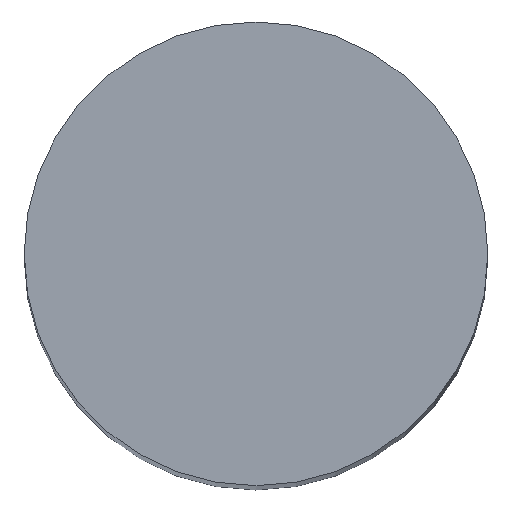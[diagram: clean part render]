
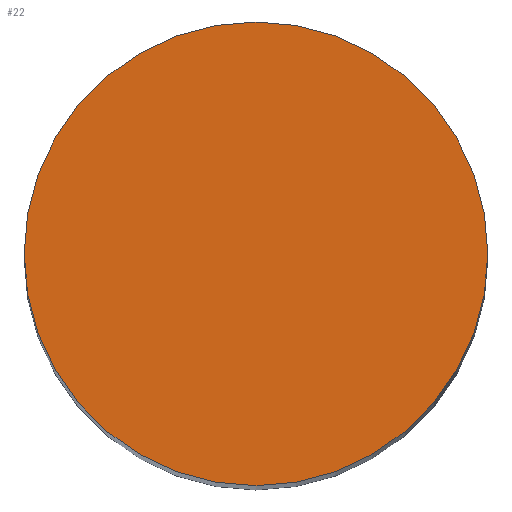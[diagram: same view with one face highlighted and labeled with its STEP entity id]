
A CAD part, top view. The second image highlights one B-rep face of the part: STEP entity #22.
In plain terms, the highlighted planar face has unit normal (0, 0, 1).
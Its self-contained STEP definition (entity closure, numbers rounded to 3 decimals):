
#3 = EDGE_LOOP ( 'NONE', ( #21, #135 ) ) ;
#4 = EDGE_CURVE ( 'NONE', #62, #148, #45, .T. ) ;
#7 = PLANE ( 'NONE',  #73 ) ;
#21 = ORIENTED_EDGE ( 'NONE', *, *, #4, .T. ) ;
#22 = ADVANCED_FACE ( 'NONE', ( #99 ), #7, .T. ) ;
#32 = CARTESIAN_POINT ( 'NONE',  ( -7.5, 0., 40. ) ) ;
#40 = DIRECTION ( 'NONE',  ( 1., 0., 0. ) ) ;
#45 = CIRCLE ( 'NONE', #57, 7.5 ) ;
#51 = CARTESIAN_POINT ( 'NONE',  ( 0., 0., 40. ) ) ;
#56 = DIRECTION ( 'NONE',  ( 0., 0., 1. ) ) ;
#57 = AXIS2_PLACEMENT_3D ( 'NONE', #90, #133, #40 ) ;
#62 = VERTEX_POINT ( 'NONE', #149 ) ;
#72 = CIRCLE ( 'NONE', #86, 7.5 ) ;
#73 = AXIS2_PLACEMENT_3D ( 'NONE', #51, #56, #171 ) ;
#78 = DIRECTION ( 'NONE',  ( 0., 0., 1. ) ) ;
#86 = AXIS2_PLACEMENT_3D ( 'NONE', #131, #78, #106 ) ;
#90 = CARTESIAN_POINT ( 'NONE',  ( 0., 0., 40. ) ) ;
#99 = FACE_OUTER_BOUND ( 'NONE', #3, .T. ) ;
#102 = EDGE_CURVE ( 'NONE', #148, #62, #72, .T. ) ;
#106 = DIRECTION ( 'NONE',  ( 1., 0., 0. ) ) ;
#131 = CARTESIAN_POINT ( 'NONE',  ( 0., 0., 40. ) ) ;
#133 = DIRECTION ( 'NONE',  ( 0., 0., 1. ) ) ;
#135 = ORIENTED_EDGE ( 'NONE', *, *, #102, .T. ) ;
#148 = VERTEX_POINT ( 'NONE', #32 ) ;
#149 = CARTESIAN_POINT ( 'NONE',  ( 7.5, 0., 40. ) ) ;
#171 = DIRECTION ( 'NONE',  ( 1., 0., 0. ) ) ;
